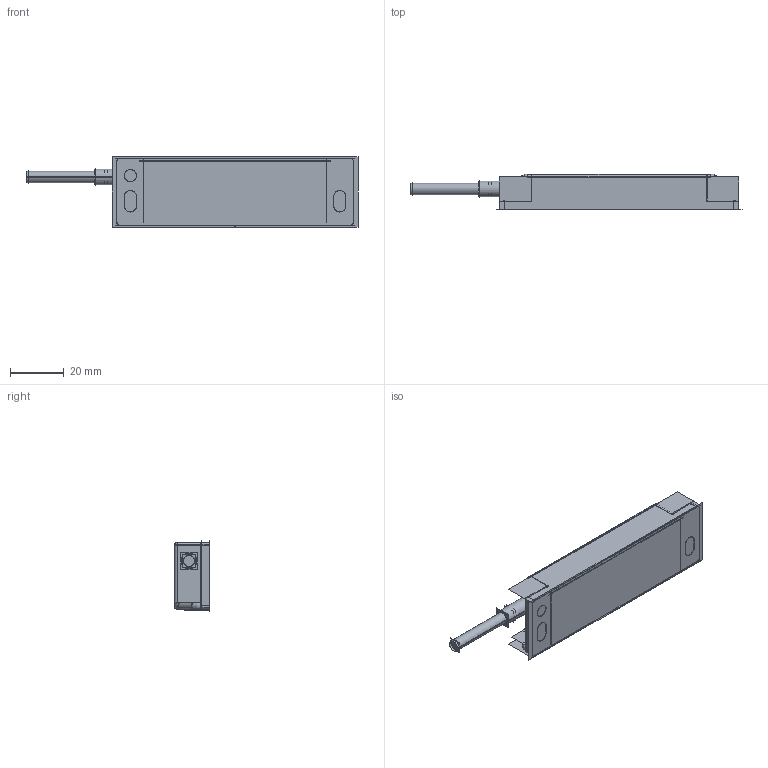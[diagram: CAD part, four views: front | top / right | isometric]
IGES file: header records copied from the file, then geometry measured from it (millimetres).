
Start section:  PTC IGES file: 211845.igs
Global section: file name: 211845.igs; native system: Creo Parametric by PTC Inc.; preprocessor: 2018300; author: pdmadmin; organization: Unknown; date: 20190503.100837; units: millimetre
Bounding box: 123.62 x 13.23 x 26.21 mm (x, y, z)
Volume: 24357.1 mm3; surface area: 37465.1 mm2
Topology: 1 solids, 1 shells, 136 faces, 706 edges, 892 vertices
Faces by surface type: bspline 68, revolution 68
